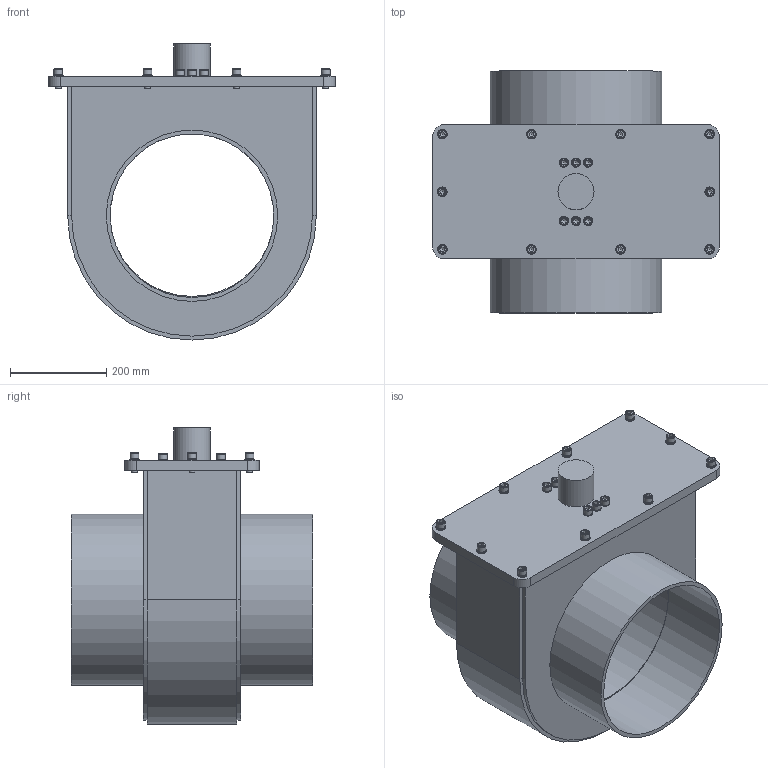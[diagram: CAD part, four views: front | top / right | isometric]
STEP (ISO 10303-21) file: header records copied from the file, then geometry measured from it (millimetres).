
FILE_DESCRIPTION (( 'STEP AP214' ), '1' );
FILE_NAME ('P-089-030-rev-A-M341.STEP', '2024-10-08T12:19:35', ( '' ), ( '' ), 'SwSTEP 2.0', 'SolidWorks 2024', '' );
FILE_SCHEMA (( 'AUTOMOTIVE_DESIGN' ));
Length unit declared in the file: millimetre
Products named in the file (1): P-089-030-rev-A-M341
Bounding box: 595 x 502 x 614.45 mm (x, y, z)
Volume: 36932642.4 mm3; surface area: 1750945.3 mm2
Topology: 1 solids, 7 shells, 462 faces, 1053 edges, 645 vertices
Faces by surface type: plane 307, cylinder 87, cone 36, torus 32
Full cylindrical faces by diameter (mm): 12 x16, 12.7 x6, 18 x16, 19 x6, 20 x10, 75 x1, 339.6 x2, 341 x1, 355.6 x2
Entity records: 16832 total; most frequent: DIRECTION 2120, CARTESIAN_POINT 2041, ORIENTED_EDGE 1768, EDGE_CURVE 884, AXIS2_PLACEMENT_3D 793, EDGE_LOOP 634, VERTEX_POINT 594, FACE_OUTER_BOUND 544
